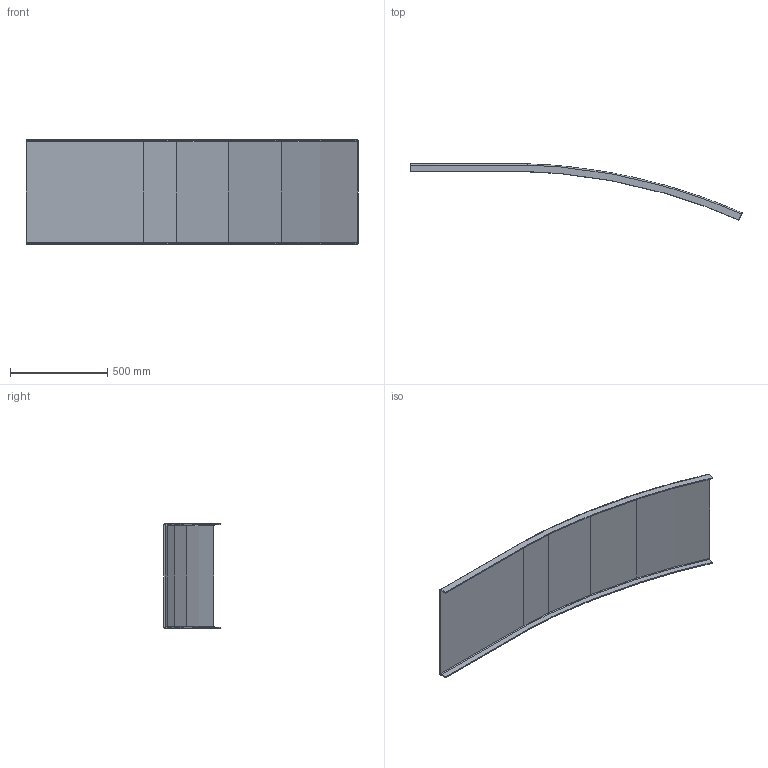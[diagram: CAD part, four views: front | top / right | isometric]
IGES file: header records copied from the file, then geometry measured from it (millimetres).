
Global section: file name: Styrene Front Panel; native system: AutoCAD 2016 - English; preprocessor: Autodesk Translation Framework DWG producer (atf_dwg_producer); organization: unknown; date: 20170502.153709; units: millimetre
Bounding box: 1710 x 288.72 x 540 mm (x, y, z)
Volume: 6344140.6 mm3; surface area: 2132924.3 mm2
Topology: 1 solids, 1 shells, 44 faces, 114 edges, 72 vertices
Faces by surface type: bspline 44
